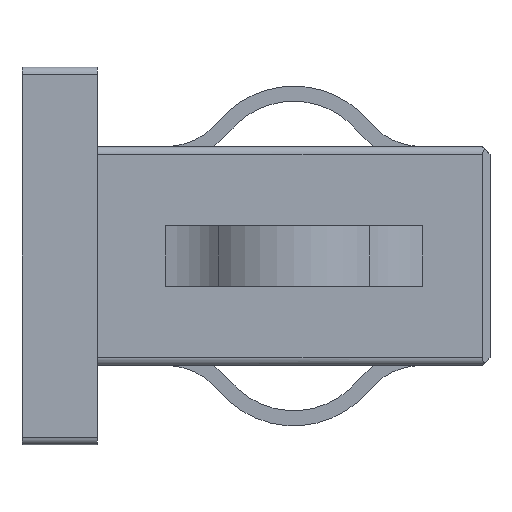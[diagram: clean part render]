
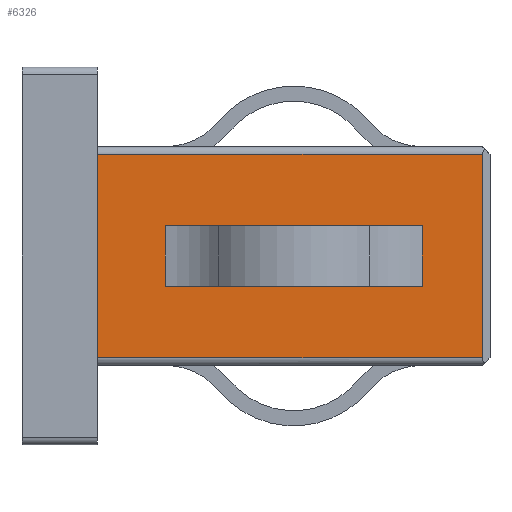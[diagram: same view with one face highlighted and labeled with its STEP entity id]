
A CAD part, left-side view. The second image highlights one B-rep face of the part: STEP entity #6326.
In plain terms, the highlighted planar face has unit normal (-1, 0, 0).
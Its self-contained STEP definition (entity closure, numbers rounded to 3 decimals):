
#131 = ORIENTED_EDGE ( 'NONE', *, *, #3272, .T. ) ;
#251 = ORIENTED_EDGE ( 'NONE', *, *, #10629, .F. ) ;
#467 = CARTESIAN_POINT ( 'NONE',  ( -7.25, -25.5, 7.25 ) ) ;
#687 = LINE ( 'NONE', #4683, #5985 ) ;
#821 = VECTOR ( 'NONE', #6322, 1000. ) ;
#854 = LINE ( 'NONE', #467, #6139 ) ;
#1024 = VERTEX_POINT ( 'NONE', #13589 ) ;
#1070 = VERTEX_POINT ( 'NONE', #2270 ) ;
#1290 = DIRECTION ( 'NONE',  ( 0., 0., 1. ) ) ;
#1318 = DIRECTION ( 'NONE',  ( 0., 1., 0. ) ) ;
#1410 = CARTESIAN_POINT ( 'NONE',  ( -7.25, -21.5, -2. ) ) ;
#1453 = VECTOR ( 'NONE', #11410, 1000. ) ;
#1839 = VECTOR ( 'NONE', #7619, 1000. ) ;
#2270 = CARTESIAN_POINT ( 'NONE',  ( -7.25, -4.5, 2. ) ) ;
#2313 = VERTEX_POINT ( 'NONE', #8865 ) ;
#2393 = VERTEX_POINT ( 'NONE', #12183 ) ;
#2432 = AXIS2_PLACEMENT_3D ( 'NONE', #5570, #5710, #3400 ) ;
#2549 = VERTEX_POINT ( 'NONE', #13339 ) ;
#3125 = VERTEX_POINT ( 'NONE', #5765 ) ;
#3134 = CARTESIAN_POINT ( 'NONE',  ( -7.25, -26., -2. ) ) ;
#3231 = FACE_OUTER_BOUND ( 'NONE', #4686, .T. ) ;
#3272 = EDGE_CURVE ( 'NONE', #6353, #5960, #4272, .T. ) ;
#3301 = EDGE_CURVE ( 'NONE', #5960, #1024, #7256, .T. ) ;
#3367 = CARTESIAN_POINT ( 'NONE',  ( -7.25, 0., -6.75 ) ) ;
#3400 = DIRECTION ( 'NONE',  ( 0., 0., -1. ) ) ;
#3421 = LINE ( 'NONE', #6512, #4727 ) ;
#3627 = LINE ( 'NONE', #5113, #821 ) ;
#3690 = ORIENTED_EDGE ( 'NONE', *, *, #9110, .T. ) ;
#3845 = ORIENTED_EDGE ( 'NONE', *, *, #4426, .T. ) ;
#3857 = CARTESIAN_POINT ( 'NONE',  ( -7.25, -26., -2. ) ) ;
#4236 = DIRECTION ( 'NONE',  ( 0., 1., 0. ) ) ;
#4272 = LINE ( 'NONE', #3857, #1453 ) ;
#4290 = ORIENTED_EDGE ( 'NONE', *, *, #10551, .T. ) ;
#4305 = CARTESIAN_POINT ( 'NONE',  ( -7.25, -26., 2. ) ) ;
#4426 = EDGE_CURVE ( 'NONE', #1024, #10394, #3421, .T. ) ;
#4683 = CARTESIAN_POINT ( 'NONE',  ( -7.25, -26., 2. ) ) ;
#4686 = EDGE_LOOP ( 'NONE', ( #8071, #4290, #9511, #13363 ) ) ;
#4727 = VECTOR ( 'NONE', #9752, 1000. ) ;
#4908 = EDGE_CURVE ( 'NONE', #6353, #13414, #5397, .T. ) ;
#5013 = ORIENTED_EDGE ( 'NONE', *, *, #3301, .T. ) ;
#5079 = DIRECTION ( 'NONE',  ( 0., 0., 1. ) ) ;
#5113 = CARTESIAN_POINT ( 'NONE',  ( -7.25, 0., 7.25 ) ) ;
#5250 = LINE ( 'NONE', #5572, #10209 ) ;
#5261 = VECTOR ( 'NONE', #4236, 1000. ) ;
#5333 = VECTOR ( 'NONE', #1290, 1000. ) ;
#5397 = LINE ( 'NONE', #11110, #6394 ) ;
#5570 = CARTESIAN_POINT ( 'NONE',  ( -7.25, -26., 7.25 ) ) ;
#5572 = CARTESIAN_POINT ( 'NONE',  ( -7.25, -26., 2. ) ) ;
#5710 = DIRECTION ( 'NONE',  ( 1., 0., 0. ) ) ;
#5765 = CARTESIAN_POINT ( 'NONE',  ( -7.25, -18.593, 2. ) ) ;
#5851 = ORIENTED_EDGE ( 'NONE', *, *, #4908, .F. ) ;
#5960 = VERTEX_POINT ( 'NONE', #6697 ) ;
#5985 = VECTOR ( 'NONE', #11985, 1000. ) ;
#6139 = VECTOR ( 'NONE', #7884, 1000. ) ;
#6269 = ORIENTED_EDGE ( 'NONE', *, *, #12765, .F. ) ;
#6322 = DIRECTION ( 'NONE',  ( 0., 0., -1. ) ) ;
#6326 = ADVANCED_FACE ( 'NONE', ( #3231, #13672 ), #12062, .F. ) ;
#6353 = VERTEX_POINT ( 'NONE', #1410 ) ;
#6394 = VECTOR ( 'NONE', #5079, 1000. ) ;
#6512 = CARTESIAN_POINT ( 'NONE',  ( -7.25, -26., -2. ) ) ;
#6594 = VERTEX_POINT ( 'NONE', #3367 ) ;
#6599 = CARTESIAN_POINT ( 'NONE',  ( -7.25, -4.5, -2. ) ) ;
#6697 = CARTESIAN_POINT ( 'NONE',  ( -7.25, -18.593, -2. ) ) ;
#7007 = VERTEX_POINT ( 'NONE', #8489 ) ;
#7246 = CARTESIAN_POINT ( 'NONE',  ( -7.25, -4.5, -2. ) ) ;
#7256 = LINE ( 'NONE', #3134, #5261 ) ;
#7443 = CARTESIAN_POINT ( 'NONE',  ( -7.25, -26., -6.75 ) ) ;
#7619 = DIRECTION ( 'NONE',  ( 0., -1., 0. ) ) ;
#7804 = ORIENTED_EDGE ( 'NONE', *, *, #13681, .F. ) ;
#7884 = DIRECTION ( 'NONE',  ( 0., 0., 1. ) ) ;
#8071 = ORIENTED_EDGE ( 'NONE', *, *, #12071, .T. ) ;
#8489 = CARTESIAN_POINT ( 'NONE',  ( -7.25, 0., 6.75 ) ) ;
#8852 = CARTESIAN_POINT ( 'NONE',  ( -7.25, -21.5, 2. ) ) ;
#8865 = CARTESIAN_POINT ( 'NONE',  ( -7.25, -25.5, -6.75 ) ) ;
#9110 = EDGE_CURVE ( 'NONE', #10394, #1070, #10813, .T. ) ;
#9511 = ORIENTED_EDGE ( 'NONE', *, *, #10362, .T. ) ;
#9751 = EDGE_LOOP ( 'NONE', ( #5851, #131, #5013, #3845, #3690, #7804, #6269, #251 ) ) ;
#9752 = DIRECTION ( 'NONE',  ( 0., 1., 0. ) ) ;
#10209 = VECTOR ( 'NONE', #1318, 1000. ) ;
#10286 = LINE ( 'NONE', #7443, #1839 ) ;
#10362 = EDGE_CURVE ( 'NONE', #2313, #2549, #854, .T. ) ;
#10394 = VERTEX_POINT ( 'NONE', #7246 ) ;
#10525 = DIRECTION ( 'NONE',  ( 0., 1., 0. ) ) ;
#10551 = EDGE_CURVE ( 'NONE', #6594, #2313, #10286, .T. ) ;
#10629 = EDGE_CURVE ( 'NONE', #13414, #3125, #687, .T. ) ;
#10813 = LINE ( 'NONE', #6599, #5333 ) ;
#10974 = EDGE_CURVE ( 'NONE', #2549, #7007, #12772, .T. ) ;
#11073 = VECTOR ( 'NONE', #10525, 1000. ) ;
#11110 = CARTESIAN_POINT ( 'NONE',  ( -7.25, -21.5, -2. ) ) ;
#11370 = DIRECTION ( 'NONE',  ( 0., 1., 0. ) ) ;
#11410 = DIRECTION ( 'NONE',  ( 0., 1., 0. ) ) ;
#11985 = DIRECTION ( 'NONE',  ( 0., 1., 0. ) ) ;
#12062 = PLANE ( 'NONE',  #2432 ) ;
#12071 = EDGE_CURVE ( 'NONE', #7007, #6594, #3627, .T. ) ;
#12183 = CARTESIAN_POINT ( 'NONE',  ( -7.25, -7.407, 2. ) ) ;
#12419 = LINE ( 'NONE', #4305, #11073 ) ;
#12765 = EDGE_CURVE ( 'NONE', #3125, #2393, #12419, .T. ) ;
#12772 = LINE ( 'NONE', #13647, #12944 ) ;
#12944 = VECTOR ( 'NONE', #11370, 1000. ) ;
#13339 = CARTESIAN_POINT ( 'NONE',  ( -7.25, -25.5, 6.75 ) ) ;
#13363 = ORIENTED_EDGE ( 'NONE', *, *, #10974, .T. ) ;
#13414 = VERTEX_POINT ( 'NONE', #8852 ) ;
#13589 = CARTESIAN_POINT ( 'NONE',  ( -7.25, -7.407, -2. ) ) ;
#13647 = CARTESIAN_POINT ( 'NONE',  ( -7.25, -26., 6.75 ) ) ;
#13672 = FACE_BOUND ( 'NONE', #9751, .T. ) ;
#13681 = EDGE_CURVE ( 'NONE', #2393, #1070, #5250, .T. ) ;
